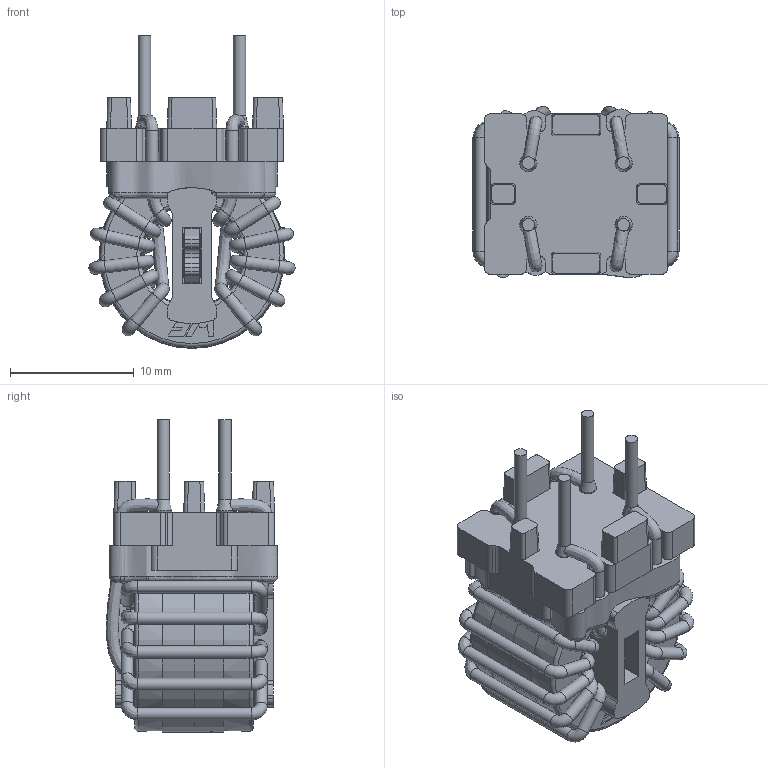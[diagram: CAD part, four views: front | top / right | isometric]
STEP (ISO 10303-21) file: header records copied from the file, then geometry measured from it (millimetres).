
FILE_DESCRIPTION(/* description */ ('Unknown'),/* implementation_level */ '2;1');
FILE_NAME(/* name */ '7448027001',/* time_stamp */ '2023-11-22T14:15:26+01:00',/* author */ ('Unknown'),/* organization */ ('Unknown'),/* preprocessor_version */ 'ST-DEVELOPER v16.7',/* originating_system */ 'Solid Edge',/* authorisation */ 'Unknown');
FILE_SCHEMA (('AUTOMOTIVE_DESIGN {1 0 10303 214 3 1 1}'));
Length unit declared in the file: millimetre
Products named in the file (8): 7448027001; case ; spacer ; solder; base; turns; tesa; glue
Assembly tree (7 placements, depth 2):
  7448027001
    case 
    spacer 
    solder
    base
    turns
    tesa
    glue
Bounding box: 16.69 x 13.85 x 25.31 mm (x, y, z)
Volume: 2644.1 mm3; surface area: 5868.1 mm2
Topology: 12 solids, 13 shells, 460 faces, 1148 edges, 728 vertices
Faces by surface type: plane 170, cylinder 151, torus 57, bspline 50, cone 32
Full cylindrical faces by diameter (mm): 1 x50, 9.4 x1, 10 x1, 13 x1, 13.6 x2, 14.2 x1, 15 x1, 15.02 x1
Entity records: 21376 total; most frequent: CARTESIAN_POINT 10069, DIRECTION 2022, ORIENTED_EDGE 1962, EDGE_CURVE 981, AXIS2_PLACEMENT_3D 778, VERTEX_POINT 701, EDGE_LOOP 630, FACE_BOUND 630
